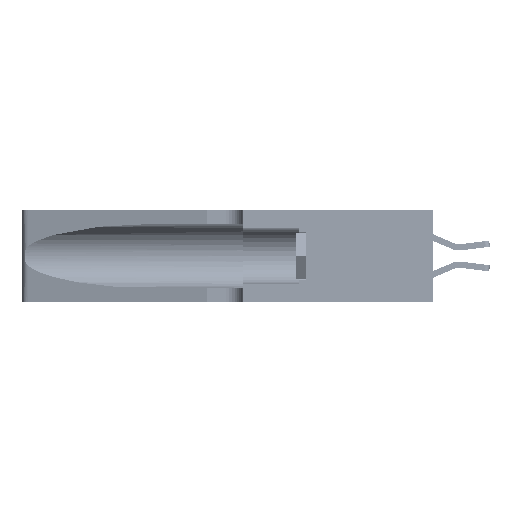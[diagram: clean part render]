
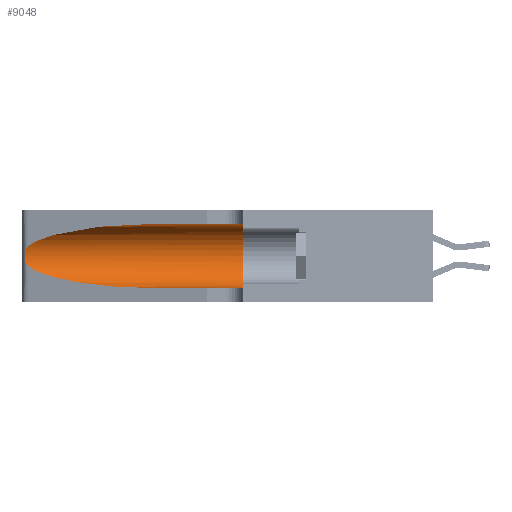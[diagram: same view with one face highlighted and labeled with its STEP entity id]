
A CAD part, left-side view. The second image highlights one B-rep face of the part: STEP entity #9048.
In plain terms, the highlighted cylindrical face has radius 3.308 mm (diameter 6.617 mm), a partial arc.
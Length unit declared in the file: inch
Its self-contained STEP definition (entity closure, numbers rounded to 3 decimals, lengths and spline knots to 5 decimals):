
#797 = CARTESIAN_POINT ( 'NONE',  ( 0.25487, 1.22718, 0.22369 ) ) ;
#1076 = CARTESIAN_POINT ( 'NONE',  ( 0.1305, 1.61858, 0.05475 ) ) ;
#2330 = DIRECTION ( 'NONE',  ( 0., -1., 0. ) ) ;
#3538 = CARTESIAN_POINT ( 'NONE',  ( 0.26075, 1.23896, 0.19203 ) ) ;
#4009 =( BOUNDED_CURVE ( )  B_SPLINE_CURVE ( 3, ( #36272, #39847, #18434, #43484 ),
 .UNSPECIFIED., .F., .F. ) 
 B_SPLINE_CURVE_WITH_KNOTS ( ( 4, 4 ),
 ( 3.44316, 4.71239 ),
 .UNSPECIFIED. ) 
 CURVE ( )  GEOMETRIC_REPRESENTATION_ITEM ( )  RATIONAL_B_SPLINE_CURVE ( ( 1., 0.87, 0.87, 1. ) ) 
 REPRESENTATION_ITEM ( '' )  );
#4026 = CARTESIAN_POINT ( 'NONE',  ( 0.1305, 0.35, 0.31525 ) ) ;
#4597 = VECTOR ( 'NONE', #2330, 39.37008 ) ;
#5081 = VERTEX_POINT ( 'NONE', #28260 ) ;
#5352 = DIRECTION ( 'NONE',  ( 0., 1., 0. ) ) ;
#7188 = CARTESIAN_POINT ( 'NONE',  ( 0.26017, 1.23833, 0.17102 ) ) ;
#8420 = DIRECTION ( 'NONE',  ( 0., -1., 0. ) ) ;
#9048 = ADVANCED_FACE ( 'NONE', ( #19334 ), #45661, .F. ) ;
#9467 = DIRECTION ( 'NONE',  ( 0., 0., -1. ) ) ;
#10692 = CARTESIAN_POINT ( 'NONE',  ( 0.25555, 1.22994, 0.2215 ) ) ;
#10845 = CARTESIAN_POINT ( 'NONE',  ( 0.25789, 1.23486, 0.15765 ) ) ;
#12325 = EDGE_CURVE ( 'NONE', #5081, #26854, #23772, .T. ) ;
#13211 = EDGE_CURVE ( 'NONE', #26716, #34088, #44321, .T. ) ;
#13278 = EDGE_LOOP ( 'NONE', ( #31453, #35431, #15096, #43659, #17553, #28095 ) ) ;
#14487 = CARTESIAN_POINT ( 'NONE',  ( 0.25555, 1.22993, 0.14849 ) ) ;
#15096 = ORIENTED_EDGE ( 'NONE', *, *, #45551, .T. ) ;
#16502 = CARTESIAN_POINT ( 'NONE',  ( 0.1305, 0.72297, 0.05475 ) ) ;
#17553 = ORIENTED_EDGE ( 'NONE', *, *, #35102, .F. ) ;
#17929 = CARTESIAN_POINT ( 'NONE',  ( 0.25487, 1.22718, 0.22369 ) ) ;
#17984 = AXIS2_PLACEMENT_3D ( 'NONE', #26918, #5352, #30543 ) ;
#18434 = CARTESIAN_POINT ( 'NONE',  ( 0.18966, 0.96281, 0.05475 ) ) ;
#18890 = CARTESIAN_POINT ( 'NONE',  ( 0.18966, 0.96281, 0.31525 ) ) ;
#19143 = EDGE_CURVE ( 'NONE', #5081, #26716, #19364, .T. ) ;
#19334 = FACE_OUTER_BOUND ( 'NONE', #13278, .T. ) ;
#19364 =( BOUNDED_CURVE ( )  B_SPLINE_CURVE ( 3, ( #40293, #18890, #22488, #797 ),
 .UNSPECIFIED., .F., .F. ) 
 B_SPLINE_CURVE_WITH_KNOTS ( ( 4, 4 ),
 ( 1.5708, 2.84003 ),
 .UNSPECIFIED. ) 
 CURVE ( )  GEOMETRIC_REPRESENTATION_ITEM ( )  RATIONAL_B_SPLINE_CURVE ( ( 1., 0.87, 0.87, 1. ) ) 
 REPRESENTATION_ITEM ( '' )  );
#19463 = CARTESIAN_POINT ( 'NONE',  ( 0.1305, 0.35, 0.05475 ) ) ;
#21541 = CARTESIAN_POINT ( 'NONE',  ( 0.25787, 1.23484, 0.2124 ) ) ;
#22488 = CARTESIAN_POINT ( 'NONE',  ( 0.2373, 1.15595, 0.28018 ) ) ;
#23772 = LINE ( 'NONE', #45411, #4597 ) ;
#25153 = CARTESIAN_POINT ( 'NONE',  ( 0.26018, 1.23835, 0.19895 ) ) ;
#26200 = CIRCLE ( 'NONE', #17984, 0.13025 ) ;
#26716 = VERTEX_POINT ( 'NONE', #39030 ) ;
#26854 = VERTEX_POINT ( 'NONE', #4026 ) ;
#26918 = CARTESIAN_POINT ( 'NONE',  ( 0.1305, 0.35, 0.185 ) ) ;
#27636 = LINE ( 'NONE', #1076, #36013 ) ;
#27663 = EDGE_CURVE ( 'NONE', #32067, #27739, #27636, .T. ) ;
#27739 = VERTEX_POINT ( 'NONE', #19463 ) ;
#28095 = ORIENTED_EDGE ( 'NONE', *, *, #12325, .F. ) ;
#28260 = CARTESIAN_POINT ( 'NONE',  ( 0.1305, 0.72297, 0.31525 ) ) ;
#28759 = CARTESIAN_POINT ( 'NONE',  ( 0.26075, 1.23896, 0.178 ) ) ;
#30543 = DIRECTION ( 'NONE',  ( 0., 0., 1. ) ) ;
#31453 = ORIENTED_EDGE ( 'NONE', *, *, #19143, .T. ) ;
#32067 = VERTEX_POINT ( 'NONE', #16502 ) ;
#32348 = CARTESIAN_POINT ( 'NONE',  ( 0.25856, 1.23593, 0.16098 ) ) ;
#34088 = VERTEX_POINT ( 'NONE', #45939 ) ;
#34565 = CARTESIAN_POINT ( 'NONE',  ( 0.1305, 1.61858, 0.185 ) ) ;
#35102 = EDGE_CURVE ( 'NONE', #26854, #27739, #26200, .T. ) ;
#35431 = ORIENTED_EDGE ( 'NONE', *, *, #13211, .T. ) ;
#35929 = CARTESIAN_POINT ( 'NONE',  ( 0.25639, 1.23186, 0.15144 ) ) ;
#36013 = VECTOR ( 'NONE', #8420, 39.37008 ) ;
#36272 = CARTESIAN_POINT ( 'NONE',  ( 0.25487, 1.22718, 0.14631 ) ) ;
#38873 = AXIS2_PLACEMENT_3D ( 'NONE', #34565, #41752, #9467 ) ;
#39030 = CARTESIAN_POINT ( 'NONE',  ( 0.25487, 1.22718, 0.22369 ) ) ;
#39336 = CARTESIAN_POINT ( 'NONE',  ( 0.25639, 1.23184, 0.21858 ) ) ;
#39498 = CARTESIAN_POINT ( 'NONE',  ( 0.25487, 1.22718, 0.14631 ) ) ;
#39847 = CARTESIAN_POINT ( 'NONE',  ( 0.2373, 1.15595, 0.08982 ) ) ;
#40293 = CARTESIAN_POINT ( 'NONE',  ( 0.1305, 0.72297, 0.31525 ) ) ;
#41752 = DIRECTION ( 'NONE',  ( 0., -1., 0. ) ) ;
#43484 = CARTESIAN_POINT ( 'NONE',  ( 0.1305, 0.72297, 0.05475 ) ) ;
#43659 = ORIENTED_EDGE ( 'NONE', *, *, #27663, .T. ) ;
#44321 = B_SPLINE_CURVE_WITH_KNOTS ( 'NONE', 3,
 ( #17929, #10692, #39336, #21541, #46594, #25153, #3538, #28759, #7188, #32348, #10845, #35929, #14487, #39498 ),
 .UNSPECIFIED., .F., .F.,
 ( 4, 2, 2, 2, 2, 2, 4 ),
 ( 0., 0.00027, 0.00053, 0.00107, 0.0016, 0.00187, 0.00214 ),
 .UNSPECIFIED. ) ;
#45411 = CARTESIAN_POINT ( 'NONE',  ( 0.1305, 1.61858, 0.31525 ) ) ;
#45551 = EDGE_CURVE ( 'NONE', #34088, #32067, #4009, .T. ) ;
#45661 = CYLINDRICAL_SURFACE ( 'NONE', #38873, 0.13025 ) ;
#45939 = CARTESIAN_POINT ( 'NONE',  ( 0.25487, 1.22718, 0.14631 ) ) ;
#46594 = CARTESIAN_POINT ( 'NONE',  ( 0.25854, 1.2359, 0.20912 ) ) ;
